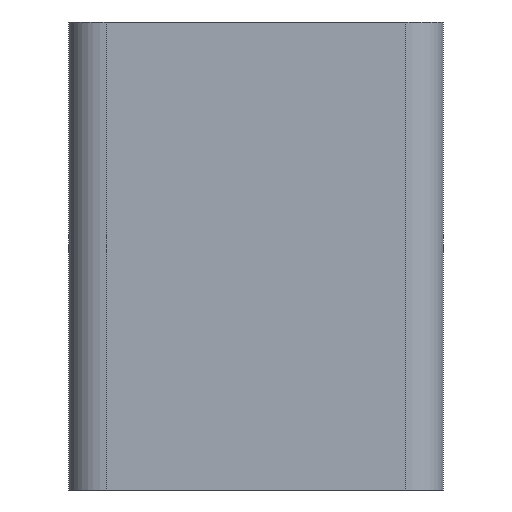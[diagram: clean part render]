
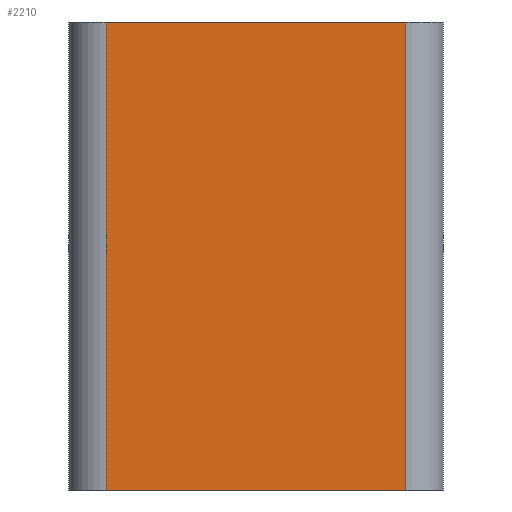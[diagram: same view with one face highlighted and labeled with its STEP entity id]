
A CAD part, front view. The second image highlights one B-rep face of the part: STEP entity #2210.
In plain terms, the highlighted planar face has unit normal (0, -1, 0).
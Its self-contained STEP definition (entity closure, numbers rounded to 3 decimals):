
#186 = LINE ( 'NONE', #4153, #1829 ) ;
#249 = FACE_OUTER_BOUND ( 'NONE', #3761, .T. ) ;
#274 = DIRECTION ( 'NONE',  ( 0., 0., 1. ) ) ;
#278 = CARTESIAN_POINT ( 'NONE',  ( -16., -12., -25. ) ) ;
#323 = VECTOR ( 'NONE', #3405, 1000. ) ;
#575 = VERTEX_POINT ( 'NONE', #692 ) ;
#692 = CARTESIAN_POINT ( 'NONE',  ( 16., -12., -25. ) ) ;
#700 = DIRECTION ( 'NONE',  ( 0., 0., -1. ) ) ;
#893 = CARTESIAN_POINT ( 'NONE',  ( -16., -12., 25. ) ) ;
#963 = DIRECTION ( 'NONE',  ( 1., 0., 0. ) ) ;
#1034 = LINE ( 'NONE', #2454, #3015 ) ;
#1065 = ORIENTED_EDGE ( 'NONE', *, *, #4173, .T. ) ;
#1139 = VECTOR ( 'NONE', #4493, 1000. ) ;
#1661 = PLANE ( 'NONE',  #1800 ) ;
#1670 = EDGE_CURVE ( 'NONE', #2679, #575, #2684, .T. ) ;
#1691 = VERTEX_POINT ( 'NONE', #3376 ) ;
#1777 = VERTEX_POINT ( 'NONE', #278 ) ;
#1800 = AXIS2_PLACEMENT_3D ( 'NONE', #2752, #4189, #274 ) ;
#1829 = VECTOR ( 'NONE', #963, 1000. ) ;
#1853 = ORIENTED_EDGE ( 'NONE', *, *, #2966, .T. ) ;
#2210 = ADVANCED_FACE ( 'NONE', ( #249 ), #1661, .F. ) ;
#2390 = EDGE_CURVE ( 'NONE', #1691, #2679, #4104, .T. ) ;
#2454 = CARTESIAN_POINT ( 'NONE',  ( -16., -12., 25. ) ) ;
#2679 = VERTEX_POINT ( 'NONE', #4004 ) ;
#2684 = LINE ( 'NONE', #3787, #323 ) ;
#2752 = CARTESIAN_POINT ( 'NONE',  ( -16., -12., 25. ) ) ;
#2966 = EDGE_CURVE ( 'NONE', #1691, #1777, #1034, .T. ) ;
#3015 = VECTOR ( 'NONE', #700, 1000. ) ;
#3376 = CARTESIAN_POINT ( 'NONE',  ( -16., -12., 25. ) ) ;
#3405 = DIRECTION ( 'NONE',  ( 0., 0., -1. ) ) ;
#3761 = EDGE_LOOP ( 'NONE', ( #1065, #3846, #4481, #1853 ) ) ;
#3787 = CARTESIAN_POINT ( 'NONE',  ( 16., -12., 25. ) ) ;
#3846 = ORIENTED_EDGE ( 'NONE', *, *, #1670, .F. ) ;
#4004 = CARTESIAN_POINT ( 'NONE',  ( 16., -12., 25. ) ) ;
#4104 = LINE ( 'NONE', #893, #1139 ) ;
#4153 = CARTESIAN_POINT ( 'NONE',  ( -16., -12., -25. ) ) ;
#4173 = EDGE_CURVE ( 'NONE', #1777, #575, #186, .T. ) ;
#4189 = DIRECTION ( 'NONE',  ( 0., 1., 0. ) ) ;
#4481 = ORIENTED_EDGE ( 'NONE', *, *, #2390, .F. ) ;
#4493 = DIRECTION ( 'NONE',  ( 1., 0., 0. ) ) ;
